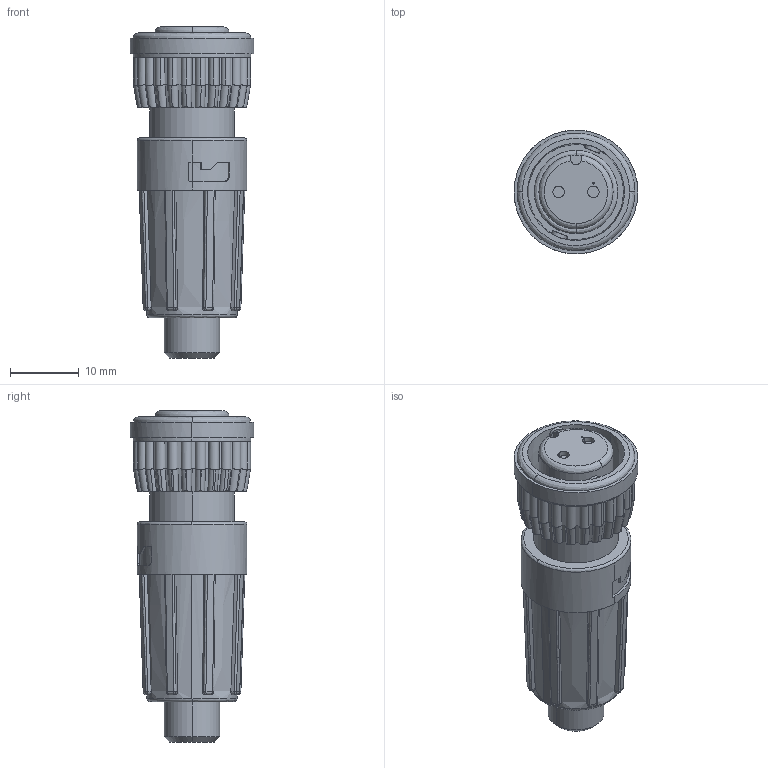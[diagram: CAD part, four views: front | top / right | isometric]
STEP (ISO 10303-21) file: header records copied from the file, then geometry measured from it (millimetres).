
FILE_DESCRIPTION (( 'STEP AP203' ), '1' );
FILE_NAME ('6282-2SG-516.STEP', '2014-08-18T15:47:11', ( '' ), ( '' ), 'SwSTEP 2.0', 'SolidWorks 2014', '' );
FILE_SCHEMA (( 'CONFIG_CONTROL_DESIGN' ));
Length unit declared in the file: inch
Products named in the file (1): 6282-2SG-516
Bounding box: 18.03 x 18.03 x 48.39 mm (x, y, z)
Volume: 7213 mm3; surface area: 3725.7 mm2
Topology: 1 solids, 1 shells, 393 faces, 1107 edges, 709 vertices
Faces by surface type: cylinder 194, bspline 99, plane 93, cone 7
Entity records: 21376 total; most frequent: CARTESIAN_POINT 13015, ORIENTED_EDGE 2178, EDGE_CURVE 1089, DIRECTION 1073, VERTEX_POINT 709, B_SPLINE_CURVE_WITH_KNOTS 631, EDGE_LOOP 404, ADVANCED_FACE 393
